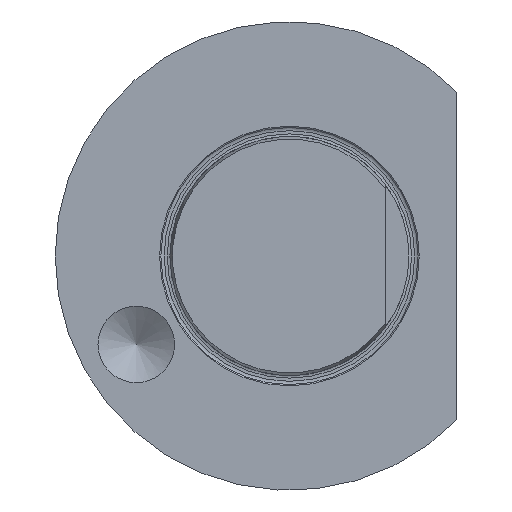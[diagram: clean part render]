
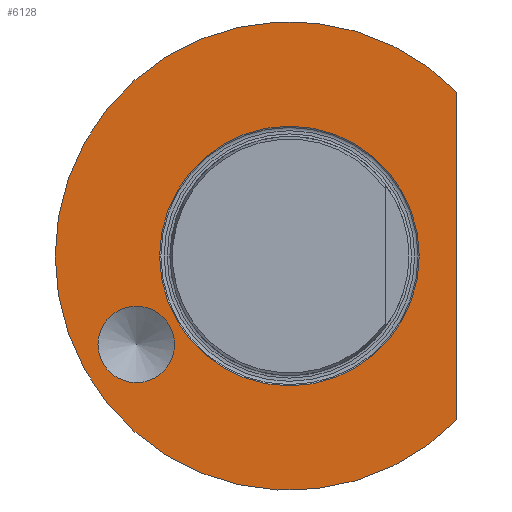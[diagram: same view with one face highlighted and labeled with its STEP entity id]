
A CAD part, front view. The second image highlights one B-rep face of the part: STEP entity #6128.
In plain terms, the highlighted planar face has unit normal (0, -1, 0).
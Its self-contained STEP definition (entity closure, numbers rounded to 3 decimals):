
#10 = CARTESIAN_POINT ( 'NONE',  ( 0., 0., 0. ) ) ;
#16 = CARTESIAN_POINT ( 'NONE',  ( 35., 0., 40. ) ) ;
#209 = FACE_OUTER_BOUND ( 'NONE', #2595, .T. ) ;
#320 = AXIS2_PLACEMENT_3D ( 'NONE', #1106, #5240, #1737 ) ;
#576 = DIRECTION ( 'NONE',  ( -1., 0., 0. ) ) ;
#786 = EDGE_LOOP ( 'NONE', ( #6285 ) ) ;
#894 = VERTEX_POINT ( 'NONE', #6080 ) ;
#1052 = CARTESIAN_POINT ( 'NONE',  ( 0., 0., 0. ) ) ;
#1106 = CARTESIAN_POINT ( 'NONE',  ( -32.043, 0., -18.5 ) ) ;
#1268 = ORIENTED_EDGE ( 'NONE', *, *, #3976, .F. ) ;
#1409 = CARTESIAN_POINT ( 'NONE',  ( 35., 0., 34.293 ) ) ;
#1483 = FACE_BOUND ( 'NONE', #786, .T. ) ;
#1684 = VECTOR ( 'NONE', #4709, 1000. ) ;
#1689 = DIRECTION ( 'NONE',  ( -1., 0., 0. ) ) ;
#1737 = DIRECTION ( 'NONE',  ( 0., 0., -1. ) ) ;
#1794 = CIRCLE ( 'NONE', #320, 8. ) ;
#2026 = VERTEX_POINT ( 'NONE', #1409 ) ;
#2043 = PLANE ( 'NONE',  #3672 ) ;
#2595 = EDGE_LOOP ( 'NONE', ( #1268, #3235 ) ) ;
#2661 = CARTESIAN_POINT ( 'NONE',  ( -27.15, 0., 0. ) ) ;
#2749 = CARTESIAN_POINT ( 'NONE',  ( 35., 0., -34.293 ) ) ;
#3113 = VERTEX_POINT ( 'NONE', #2749 ) ;
#3162 = LINE ( 'NONE', #16, #1684 ) ;
#3187 = FACE_BOUND ( 'NONE', #3518, .T. ) ;
#3235 = ORIENTED_EDGE ( 'NONE', *, *, #4652, .F. ) ;
#3241 = DIRECTION ( 'NONE',  ( 1., 0., 0. ) ) ;
#3331 = ORIENTED_EDGE ( 'NONE', *, *, #5813, .T. ) ;
#3518 = EDGE_LOOP ( 'NONE', ( #3331 ) ) ;
#3672 = AXIS2_PLACEMENT_3D ( 'NONE', #2661, #6717, #3241 ) ;
#3976 = EDGE_CURVE ( 'NONE', #2026, #3113, #3162, .T. ) ;
#4109 = AXIS2_PLACEMENT_3D ( 'NONE', #1052, #5194, #1689 ) ;
#4139 = DIRECTION ( 'NONE',  ( 0., 1., 0. ) ) ;
#4353 = CARTESIAN_POINT ( 'NONE',  ( -32.043, 0., -26.5 ) ) ;
#4652 = EDGE_CURVE ( 'NONE', #3113, #2026, #6356, .T. ) ;
#4709 = DIRECTION ( 'NONE',  ( 0., 0., -1. ) ) ;
#5194 = DIRECTION ( 'NONE',  ( 0., 1., 0. ) ) ;
#5240 = DIRECTION ( 'NONE',  ( 0., -1., 0. ) ) ;
#5247 = VERTEX_POINT ( 'NONE', #4353 ) ;
#5723 = CIRCLE ( 'NONE', #4109, 27.15 ) ;
#5813 = EDGE_CURVE ( 'NONE', #894, #894, #5723, .T. ) ;
#6080 = CARTESIAN_POINT ( 'NONE',  ( -27.15, 0., 0. ) ) ;
#6128 = ADVANCED_FACE ( 'NONE', ( #209, #1483, #3187 ), #2043, .T. ) ;
#6175 = AXIS2_PLACEMENT_3D ( 'NONE', #10, #4139, #576 ) ;
#6285 = ORIENTED_EDGE ( 'NONE', *, *, #7469, .F. ) ;
#6356 = CIRCLE ( 'NONE', #6175, 49. ) ;
#6717 = DIRECTION ( 'NONE',  ( 0., -1., 0. ) ) ;
#7469 = EDGE_CURVE ( 'NONE', #5247, #5247, #1794, .T. ) ;
